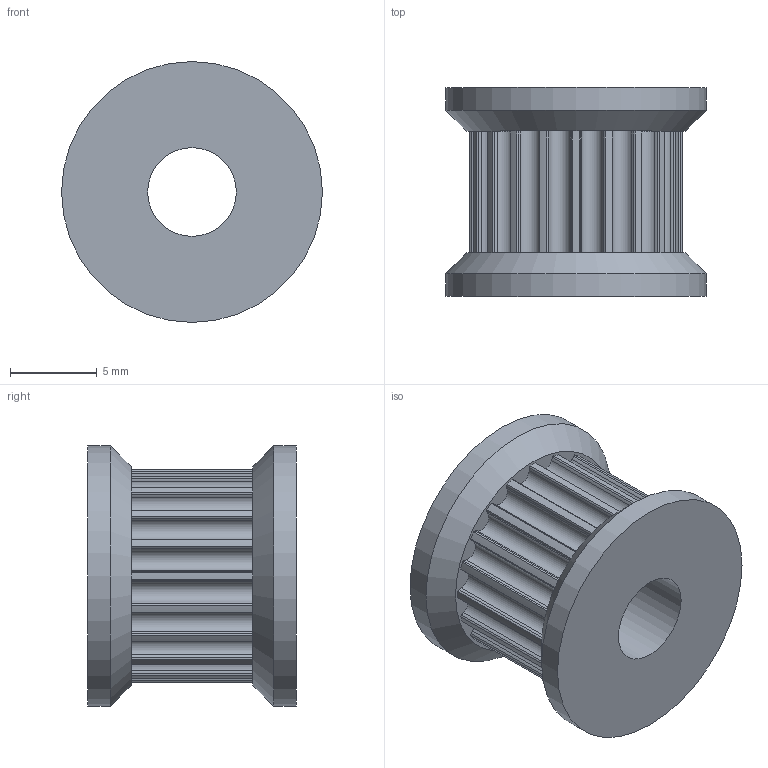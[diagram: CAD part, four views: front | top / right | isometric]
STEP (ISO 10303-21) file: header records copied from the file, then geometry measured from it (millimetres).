
FILE_DESCRIPTION(/* description */ ('STEP AP214'),/* implementation_level */ '2;1');
FILE_NAME(/* name */ '75826393-9f60-4a72-b065-bdce28caacf7.stp',/* time_stamp */ '2025-08-11T20:10:48Z',/* author */ (''),/* organization */ (''),/* preprocessor_version */ 'ST-DEVELOPER v20.1',/* originating_system */ 'Autodesk Translation Framework v14.10.0.0',/* authorisation */ '');
FILE_SCHEMA (('AUTOMOTIVE_DESIGN { 1 0 10303 214 3 1 1 }'));
Length unit declared in the file: millimetre
Products named in the file (1): Gates_2GT_20T_Toothed_Idler
Bounding box: 15 x 12 x 15 mm (x, y, z)
Volume: 1281.4 mm3; surface area: 1200.8 mm2
Topology: 1 solids, 1 shells, 129 faces, 373 edges, 248 vertices
Faces by surface type: cylinder 123, plane 4, cone 2
Full cylindrical faces by diameter (mm): 5.1 x1, 15 x2
Entity records: 4450 total; most frequent: DIRECTION 881, CARTESIAN_POINT 751, ORIENTED_EDGE 746, AXIS2_PLACEMENT_3D 378, EDGE_CURVE 373, CIRCLE 248, VERTEX_POINT 248, EDGE_LOOP 133
